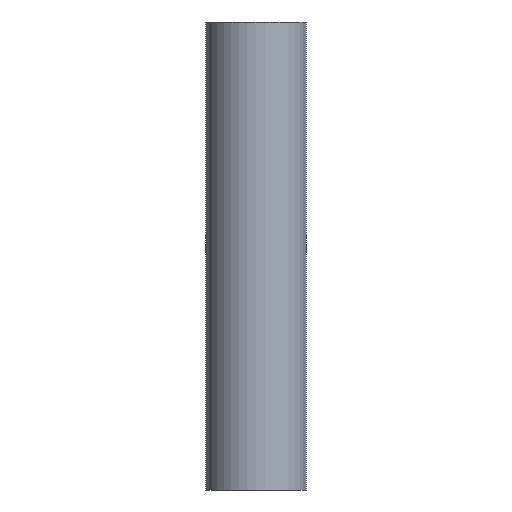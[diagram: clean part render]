
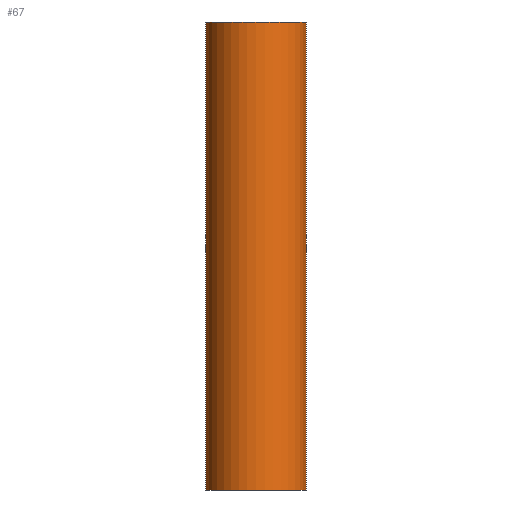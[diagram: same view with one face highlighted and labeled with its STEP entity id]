
A CAD part, front view. The second image highlights one B-rep face of the part: STEP entity #67.
In plain terms, the highlighted cylindrical face has radius 30.163 mm (diameter 60.325 mm), a full revolution.
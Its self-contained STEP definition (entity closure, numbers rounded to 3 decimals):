
#20=LINE('',#130,#22);
#22=VECTOR('',#110,30.163);
#24=CYLINDRICAL_SURFACE('',#89,30.163);
#29=FACE_OUTER_BOUND('',#34,.T.);
#34=EDGE_LOOP('',(#57,#58,#59,#60));
#37=CIRCLE('',#85,30.163);
#40=CIRCLE('',#90,30.163);
#41=VERTEX_POINT('',#120);
#44=VERTEX_POINT('',#129);
#45=EDGE_CURVE('',#41,#41,#37,.T.);
#49=EDGE_CURVE('',#41,#44,#20,.T.);
#50=EDGE_CURVE('',#44,#44,#40,.T.);
#57=ORIENTED_EDGE('',*,*,#45,.F.);
#58=ORIENTED_EDGE('',*,*,#49,.T.);
#59=ORIENTED_EDGE('',*,*,#50,.T.);
#60=ORIENTED_EDGE('',*,*,#49,.F.);
#67=ADVANCED_FACE('',(#29),#24,.T.);
#85=AXIS2_PLACEMENT_3D('',#121,#99,#100);
#89=AXIS2_PLACEMENT_3D('',#128,#108,#109);
#90=AXIS2_PLACEMENT_3D('',#131,#111,#112);
#99=DIRECTION('center_axis',(0.,1.,0.));
#100=DIRECTION('ref_axis',(1.,0.,0.));
#108=DIRECTION('center_axis',(0.,1.,0.));
#109=DIRECTION('ref_axis',(1.,0.,0.));
#110=DIRECTION('',(0.,-1.,0.));
#111=DIRECTION('center_axis',(0.,1.,0.));
#112=DIRECTION('ref_axis',(1.,0.,0.));
#120=CARTESIAN_POINT('',(-49.673,280.721,136.575));
#121=CARTESIAN_POINT('Origin',(-19.511,280.721,136.575));
#128=CARTESIAN_POINT('Origin',(-19.511,0.,136.575));
#129=CARTESIAN_POINT('',(-49.673,0.,136.575));
#130=CARTESIAN_POINT('',(-49.673,0.,136.575));
#131=CARTESIAN_POINT('Origin',(-19.511,0.,136.575));
